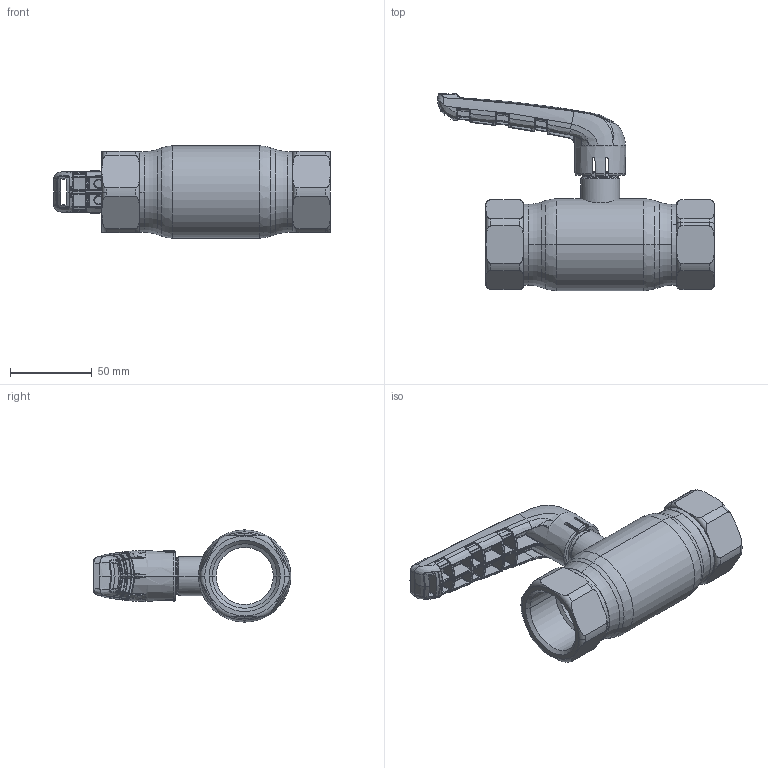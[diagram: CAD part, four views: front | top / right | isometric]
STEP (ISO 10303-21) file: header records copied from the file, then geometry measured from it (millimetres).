
FILE_DESCRIPTION (( 'STEP AP214' ), '1' );
FILE_NAME ('1032002000-xxxx.step', '2019-05-07T11:45:42', ( '' ), ( '' ), 'SwSTEP 2.0', 'SolidWorks 2017', '' );
FILE_SCHEMA (( 'AUTOMOTIVE_DESIGN' ));
Length unit declared in the file: millimetre
Products named in the file (1): 1032002000-xxxx
Bounding box: 169.57 x 121.11 x 56.5 mm (x, y, z)
Surface area: 52705.7 mm2 (no closed solid volume)
Topology: 0 solids, 7 shells, 761 faces, 2355 edges, 1500 vertices
Faces by surface type: bspline 579, plane 64, cylinder 48, torus 35, cone 23, sphere 12
Entity records: 58572 total; most frequent: CARTESIAN_POINT 34744, ORIENTED_EDGE 3945, EDGE_CURVE 2346, DIRECTION 1685, B_SPLINE_CURVE_WITH_KNOTS 1601, VERTEX_POINT 1497, EDGE_LOOP 782, UNCERTAINTY_MEASURE_WITH_UNIT 763
